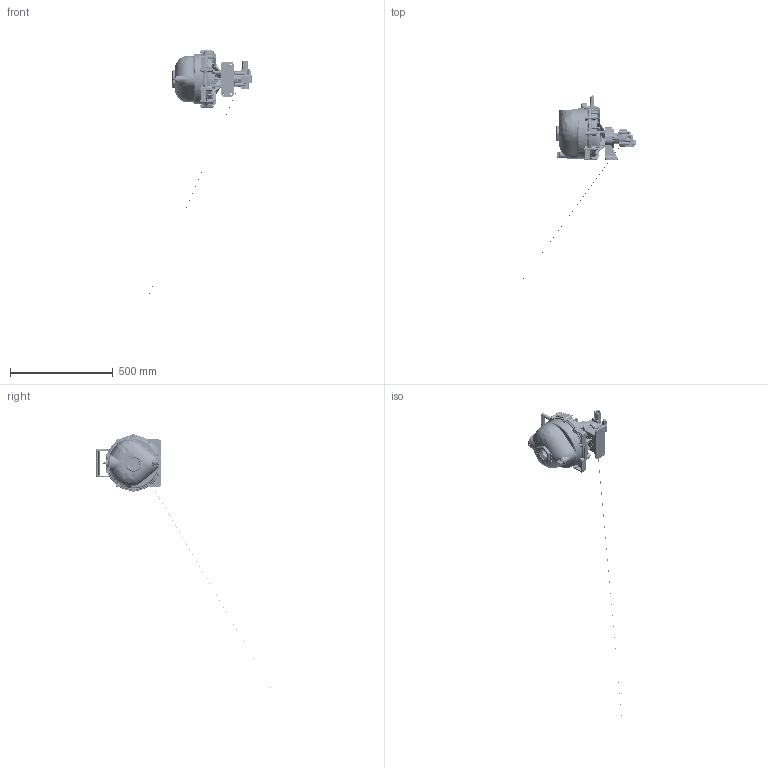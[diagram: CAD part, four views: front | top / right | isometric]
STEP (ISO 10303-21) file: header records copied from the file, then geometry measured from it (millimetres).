
FILE_DESCRIPTION(/* description */ ('2" POLY PUMP W/ HYD. MOTOR'),/* implementation_level */ '2;1');
FILE_NAME(/* name */ '200PHY.stp',/* time_stamp */ '2022-12-14T15:48:53-05:00',/* author */ ('MJC'),/* organization */ (''),/* preprocessor_version */ 'ST-DEVELOPER v18.1',/* originating_system */ 'Autodesk Inventor 2022',/* authorisation */ '');
FILE_SCHEMA (('AUTOMOTIVE_DESIGN { 1 0 10303 214 3 1 1 }'));
Products named in the file (40): 200PHY; 12703A; 12712A; X12712A; 12777; UV15163; 12702A; 12715A; 12717; 12705; 12900; 12725; 12719A; 12754; 12720; V07018; V07019; 12775A; 12902A; 12765A; 12772; 12901; 12733; 12733_1; 12710; A204; 12049F; V20018; 12055E; 17056E; 3206 A-2RS1_MT33_PART1; 3206 A-2RS1_MT33_PART2; 3206 A-2RS1_MT33_PART3; 3206 A-2RS1_MT33_PART4; 3206 A-2RS1_MT33_PART5; 3206 A-2RS1_MT33_PART6; 18010SS; HY10131; HY10132; 15752
Assembly tree (96 placements, depth 3):
  200PHY
    12703A
    12712A
      X12712A
      12777  x2
      UV15163  x2
    12702A
    12715A  x4
    12717  x4
    12705
    12900
    12725  x2
    12719A
    12754
    12720  x10
    V07018  x10
    V07019  x10
    12775A
    12902A
    12765A
    12772
    12901  x4
    12733
      12733_1
      12710
    A204
    12049F
    V20018  x2
    12055E
    17056E
      3206 A-2RS1_MT33_PART1
      3206 A-2RS1_MT33_PART2
      3206 A-2RS1_MT33_PART3
      3206 A-2RS1_MT33_PART4
      3206 A-2RS1_MT33_PART5  x9
      3206 A-2RS1_MT33_PART6  x9
    18010SS  x2
    HY10131
    HY10132
    15752
Bounding box: 583.56 x 939.13 x 1383.05 mm (x, y, z)
Volume: 3853691.1 mm3; surface area: 1293503 mm2
Topology: 114 solids, 114 shells, 9671 faces, 24298 edges, 14927 vertices
Faces by surface type: plane 2726, cylinder 2706, cone 2139, bspline 1077, torus 920, sphere 103
Full cylindrical faces by diameter (mm): 2.87 x2, 2.921 x2, 3.505 x14, 4.572 x1, 4.826 x2, 4.877 x6, 5.207 x2, 5.969 x7, 6.35 x430, 6.65 x15, 6.782 x5, 6.858 x20, 7.137 x1, 7.798 x2, 7.925 x8, 7.938 x4, 8.731 x8, 9.525 x3, 11.112 x2, 11.125 x2, 11.684 x1, 11.906 x4, 12.7 x3, 13.208 x10, 13.843 x1, 14.122 x4, 14.376 x1, 14.91 x3, 15.869 x3, 15.875 x4
Entity records: 249813 total; most frequent: CARTESIAN_POINT 99826, ORIENTED_EDGE 33056, DIRECTION 28359, EDGE_CURVE 16528, AXIS2_PLACEMENT_3D 10543, VERTEX_POINT 10427, LINE 7273, VECTOR 7273
